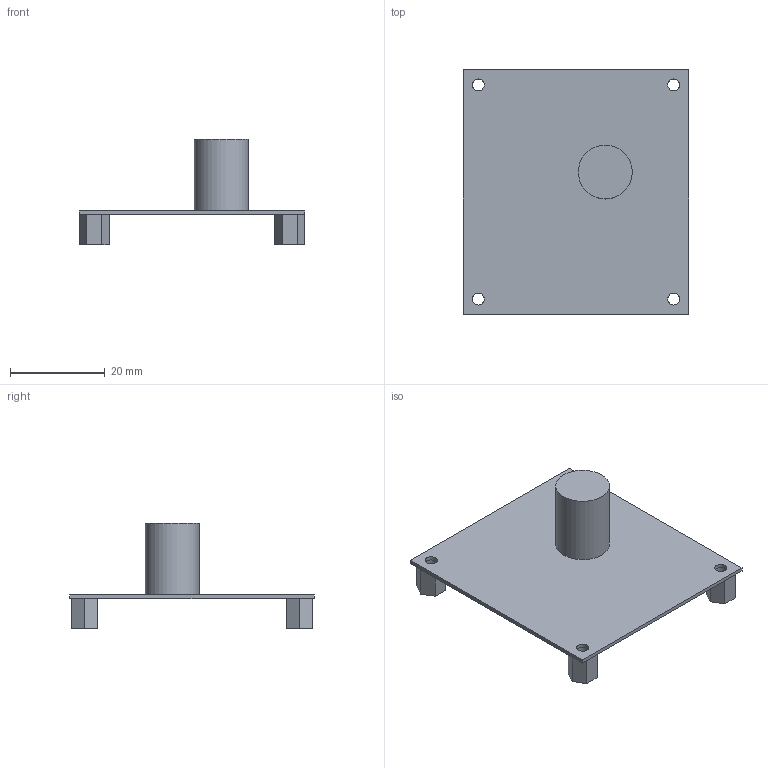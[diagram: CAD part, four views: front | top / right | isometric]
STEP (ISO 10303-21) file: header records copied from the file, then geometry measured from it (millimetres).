
FILE_DESCRIPTION(('FreeCAD Model'),'2;1');
FILE_NAME('Vreg.step', '2016-02-12T19:11:13',('FreeCAD'),('FreeCAD'), 'Open CASCADE STEP processor 6.7','FreeCAD','Unknown');
FILE_SCHEMA(('AUTOMOTIVE_DESIGN_CC2 { 1 2 10303 214 -1 1 5 4 }'));
Length unit declared in the file: millimetre
Products named in the file (1): DFRobot_DC_DC_25w
Bounding box: 47.63 x 51.59 x 22.23 mm (x, y, z)
Volume: 4024.8 mm3; surface area: 6284.7 mm2
Topology: 1 solids, 1 shells, 45 faces, 112 edges, 71 vertices
Faces by surface type: plane 36, cylinder 9
Full cylindrical faces by diameter (mm): 2.54 x8, 11.4 x1
Entity records: 3281 total; most frequent: CARTESIAN_POINT 481, DIRECTION 439, LINE 309, VECTOR 309, ORIENTED_EDGE 224, PCURVE 224, DEFINITIONAL_REPRESENTATION 224, EDGE_CURVE 112
